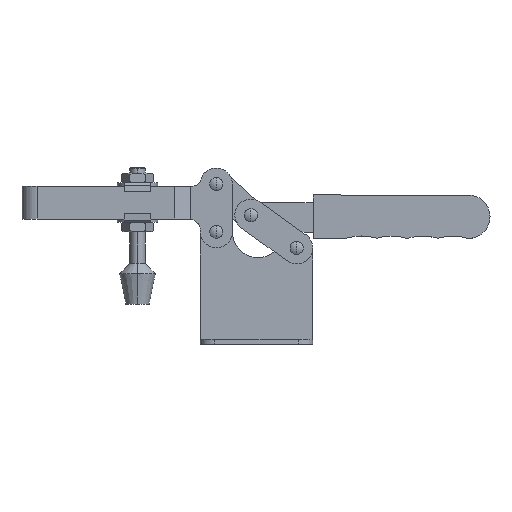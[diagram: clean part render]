
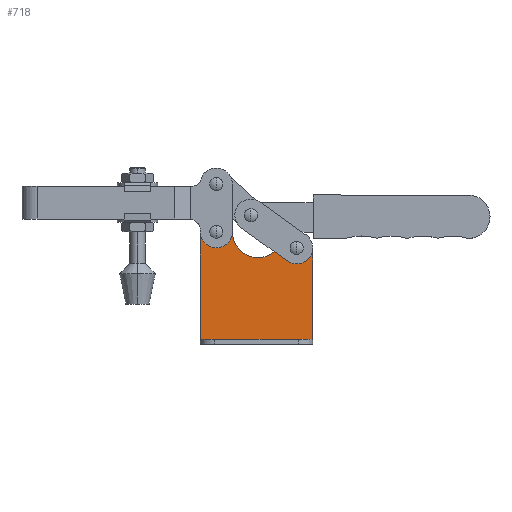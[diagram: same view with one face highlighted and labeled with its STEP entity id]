
A CAD part, top view. The second image highlights one B-rep face of the part: STEP entity #718.
In plain terms, the highlighted planar face has unit normal (0, 0, 1).
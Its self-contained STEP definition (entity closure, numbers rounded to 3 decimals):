
#40 = CARTESIAN_POINT ( 'NONE',  ( -60., -22., 3. ) ) ;
#210 = EDGE_CURVE ( 'NONE', #7283, #4942, #1676, .T. ) ;
#288 = VECTOR ( 'NONE', #5559, 1000. ) ;
#340 = CARTESIAN_POINT ( 'NONE',  ( -10., 35., 3. ) ) ;
#518 = CARTESIAN_POINT ( 'NONE',  ( -10., 35., 3. ) ) ;
#571 = DIRECTION ( 'NONE',  ( 1., 0., 0. ) ) ;
#718 = ADVANCED_FACE ( 'NONE', ( #1977, #3834, #5843 ), #994, .T. ) ;
#727 = ORIENTED_EDGE ( 'NONE', *, *, #8047, .T. ) ;
#780 = EDGE_LOOP ( 'NONE', ( #1370, #8806 ) ) ;
#841 = CARTESIAN_POINT ( 'NONE',  ( -70., -22., 3. ) ) ;
#994 = PLANE ( 'NONE',  #6222 ) ;
#1065 = DIRECTION ( 'NONE',  ( 1., 0., 0. ) ) ;
#1109 = EDGE_CURVE ( 'NONE', #3060, #3107, #5408, .T. ) ;
#1140 = VERTEX_POINT ( 'NONE', #6186 ) ;
#1181 = DIRECTION ( 'NONE',  ( 0., 0., 1. ) ) ;
#1186 = EDGE_CURVE ( 'NONE', #1140, #3060, #2522, .T. ) ;
#1223 = DIRECTION ( 'NONE',  ( 1., 0., 0. ) ) ;
#1230 = AXIS2_PLACEMENT_3D ( 'NONE', #8787, #4727, #571 ) ;
#1370 = ORIENTED_EDGE ( 'NONE', *, *, #4990, .F. ) ;
#1500 = CARTESIAN_POINT ( 'NONE',  ( -7.5, 35., 3. ) ) ;
#1676 = CIRCLE ( 'NONE', #2894, 2.5 ) ;
#1686 = AXIS2_PLACEMENT_3D ( 'NONE', #518, #5338, #1223 ) ;
#1710 = CARTESIAN_POINT ( 'NONE',  ( -60., 45., 3. ) ) ;
#1760 = VECTOR ( 'NONE', #4884, 1000. ) ;
#1768 = ORIENTED_EDGE ( 'NONE', *, *, #1186, .T. ) ;
#1792 = EDGE_CURVE ( 'NONE', #4942, #7283, #5182, .T. ) ;
#1838 = VERTEX_POINT ( 'NONE', #6552 ) ;
#1977 = FACE_BOUND ( 'NONE', #7204, .T. ) ;
#2117 = LINE ( 'NONE', #40, #288 ) ;
#2268 = CIRCLE ( 'NONE', #1686, 2.5 ) ;
#2366 = DIRECTION ( 'NONE',  ( 0., 0., 1. ) ) ;
#2405 = ORIENTED_EDGE ( 'NONE', *, *, #2930, .T. ) ;
#2484 = CIRCLE ( 'NONE', #1230, 2.5 ) ;
#2522 = CIRCLE ( 'NONE', #7842, 10. ) ;
#2526 = CARTESIAN_POINT ( 'NONE',  ( -62.5, 45., 3. ) ) ;
#2804 = VERTEX_POINT ( 'NONE', #5325 ) ;
#2894 = AXIS2_PLACEMENT_3D ( 'NONE', #5954, #1181, #5286 ) ;
#2930 = EDGE_CURVE ( 'NONE', #5007, #8702, #5681, .T. ) ;
#3060 = VERTEX_POINT ( 'NONE', #3543 ) ;
#3072 = VERTEX_POINT ( 'NONE', #1500 ) ;
#3107 = VERTEX_POINT ( 'NONE', #841 ) ;
#3150 = AXIS2_PLACEMENT_3D ( 'NONE', #4356, #7883, #7763 ) ;
#3171 = AXIS2_PLACEMENT_3D ( 'NONE', #340, #5174, #1065 ) ;
#3234 = CARTESIAN_POINT ( 'NONE',  ( 0., 35., 3. ) ) ;
#3434 = DIRECTION ( 'NONE',  ( 0., 0., 1. ) ) ;
#3543 = CARTESIAN_POINT ( 'NONE',  ( -70., 45., 3. ) ) ;
#3788 = DIRECTION ( 'NONE',  ( 1., 0., 0. ) ) ;
#3834 = FACE_BOUND ( 'NONE', #780, .T. ) ;
#3875 = CARTESIAN_POINT ( 'NONE',  ( -34., 45., 3. ) ) ;
#3880 = VECTOR ( 'NONE', #7508, 1000. ) ;
#4220 = AXIS2_PLACEMENT_3D ( 'NONE', #3875, #8635, #4575 ) ;
#4305 = EDGE_CURVE ( 'NONE', #1838, #1140, #5623, .T. ) ;
#4356 = CARTESIAN_POINT ( 'NONE',  ( -60., 45., 3. ) ) ;
#4575 = DIRECTION ( 'NONE',  ( 1., 0., 0. ) ) ;
#4631 = ORIENTED_EDGE ( 'NONE', *, *, #4305, .T. ) ;
#4727 = DIRECTION ( 'NONE',  ( 0., 0., 1. ) ) ;
#4764 = CARTESIAN_POINT ( 'NONE',  ( 0., 35., 3. ) ) ;
#4833 = CARTESIAN_POINT ( 'NONE',  ( -70., 45., 3. ) ) ;
#4884 = DIRECTION ( 'NONE',  ( 0., -1., 0. ) ) ;
#4942 = VERTEX_POINT ( 'NONE', #2526 ) ;
#4990 = EDGE_CURVE ( 'NONE', #2804, #3072, #2268, .T. ) ;
#5007 = VERTEX_POINT ( 'NONE', #8733 ) ;
#5174 = DIRECTION ( 'NONE',  ( 0., 0., 1. ) ) ;
#5182 = CIRCLE ( 'NONE', #3150, 2.5 ) ;
#5286 = DIRECTION ( 'NONE',  ( 1., 0., 0. ) ) ;
#5290 = EDGE_LOOP ( 'NONE', ( #6633, #6723, #2405, #727, #4631, #1768 ) ) ;
#5325 = CARTESIAN_POINT ( 'NONE',  ( -12.5, 35., 3. ) ) ;
#5338 = DIRECTION ( 'NONE',  ( 0., 0., 1. ) ) ;
#5408 = LINE ( 'NONE', #4833, #1760 ) ;
#5559 = DIRECTION ( 'NONE',  ( 1., 0., 0. ) ) ;
#5578 = EDGE_CURVE ( 'NONE', #3072, #2804, #2484, .T. ) ;
#5623 = CIRCLE ( 'NONE', #4220, 16. ) ;
#5681 = LINE ( 'NONE', #4764, #3880 ) ;
#5784 = CARTESIAN_POINT ( 'NONE',  ( -60., 45., 3. ) ) ;
#5843 = FACE_OUTER_BOUND ( 'NONE', #5290, .T. ) ;
#5954 = CARTESIAN_POINT ( 'NONE',  ( -60., 45., 3. ) ) ;
#6186 = CARTESIAN_POINT ( 'NONE',  ( -50., 45., 3. ) ) ;
#6222 = AXIS2_PLACEMENT_3D ( 'NONE', #5784, #2366, #7160 ) ;
#6478 = CARTESIAN_POINT ( 'NONE',  ( -57.5, 45., 3. ) ) ;
#6502 = EDGE_CURVE ( 'NONE', #3107, #5007, #2117, .T. ) ;
#6552 = CARTESIAN_POINT ( 'NONE',  ( -19.231, 38.846, 3. ) ) ;
#6633 = ORIENTED_EDGE ( 'NONE', *, *, #1109, .T. ) ;
#6723 = ORIENTED_EDGE ( 'NONE', *, *, #6502, .T. ) ;
#6904 = CIRCLE ( 'NONE', #3171, 10. ) ;
#7160 = DIRECTION ( 'NONE',  ( 1., 0., 0. ) ) ;
#7204 = EDGE_LOOP ( 'NONE', ( #8057, #7347 ) ) ;
#7283 = VERTEX_POINT ( 'NONE', #6478 ) ;
#7347 = ORIENTED_EDGE ( 'NONE', *, *, #210, .F. ) ;
#7508 = DIRECTION ( 'NONE',  ( 0., 1., 0. ) ) ;
#7763 = DIRECTION ( 'NONE',  ( 1., 0., 0. ) ) ;
#7842 = AXIS2_PLACEMENT_3D ( 'NONE', #1710, #3434, #3788 ) ;
#7883 = DIRECTION ( 'NONE',  ( 0., 0., 1. ) ) ;
#8047 = EDGE_CURVE ( 'NONE', #8702, #1838, #6904, .T. ) ;
#8057 = ORIENTED_EDGE ( 'NONE', *, *, #1792, .F. ) ;
#8635 = DIRECTION ( 'NONE',  ( 0., 0., -1. ) ) ;
#8702 = VERTEX_POINT ( 'NONE', #3234 ) ;
#8733 = CARTESIAN_POINT ( 'NONE',  ( 0., -22., 3. ) ) ;
#8787 = CARTESIAN_POINT ( 'NONE',  ( -10., 35., 3. ) ) ;
#8806 = ORIENTED_EDGE ( 'NONE', *, *, #5578, .F. ) ;
